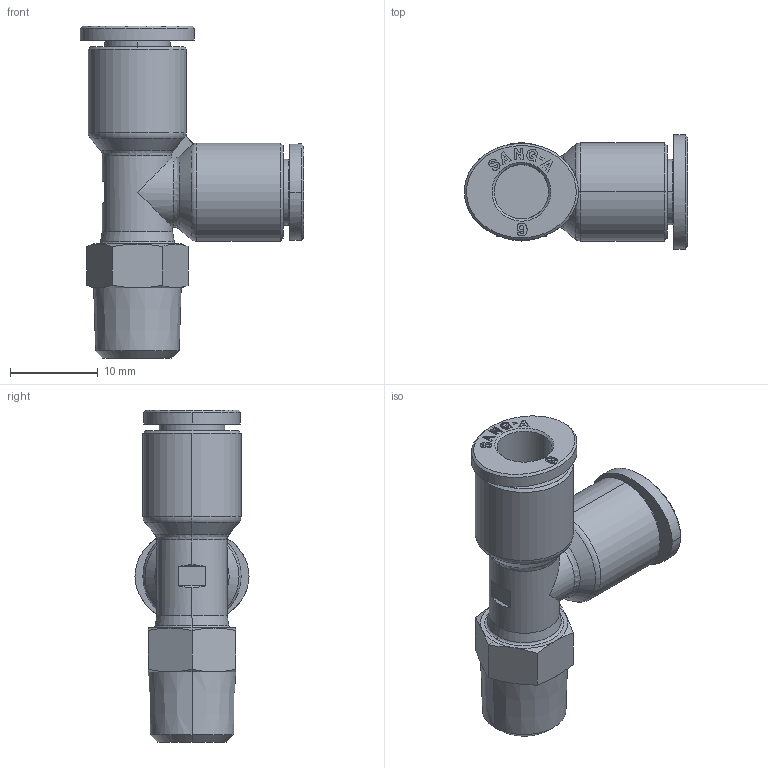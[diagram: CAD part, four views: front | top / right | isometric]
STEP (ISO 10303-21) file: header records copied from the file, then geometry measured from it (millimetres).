
FILE_DESCRIPTION((''),'2;1');
FILE_NAME('GPST 0601(3D).stp','2012-12-26T18:06:23',(''),(''),'Mechanical Desktop.R8.0.24.0','Mechanical Desktop.R8.0.24.0',', , ');
FILE_SCHEMA(('CONFIG_CONTROL_DESIGN'));
Length unit declared in the file: millimetre
Products named in the file (2): GPST 0601(3D); ºÎÇ°1
Assembly tree (1 placements, depth 2):
  GPST 0601(3D)
    ºÎÇ°1
Bounding box: 25.45 x 13 x 37.85 mm (x, y, z)
Volume: 3141.1 mm3; surface area: 2968.1 mm2
Topology: 1 solids, 1 shells, 499 faces, 1363 edges, 893 vertices
Faces by surface type: plane 351, bspline 66, cylinder 40, cone 38, torus 4
Entity records: 17637 total; most frequent: CARTESIAN_POINT 5070, ORIENTED_EDGE 2722, DIRECTION 2418, EDGE_CURVE 1361, VECTOR 1060, LINE 1060, VERTEX_POINT 893, AXIS2_PLACEMENT_3D 679
